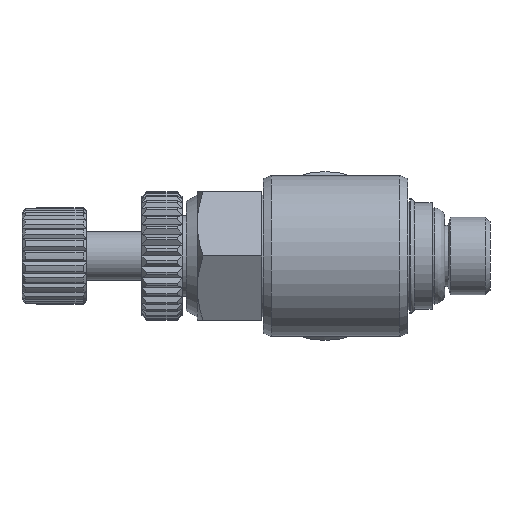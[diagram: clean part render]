
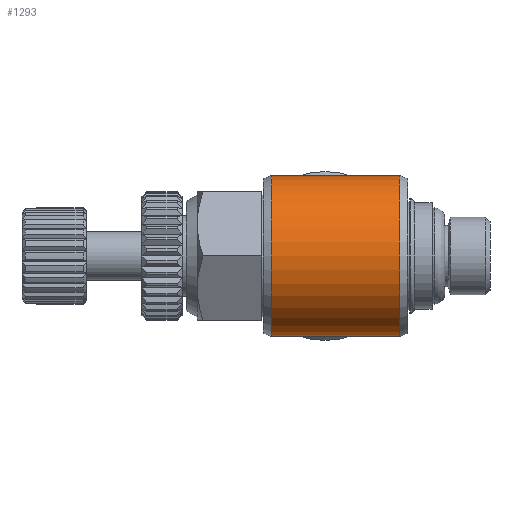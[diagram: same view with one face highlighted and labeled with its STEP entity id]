
A CAD part, left-side view. The second image highlights one B-rep face of the part: STEP entity #1293.
In plain terms, the highlighted cylindrical face has radius 5 mm (diameter 10 mm), a partial arc.
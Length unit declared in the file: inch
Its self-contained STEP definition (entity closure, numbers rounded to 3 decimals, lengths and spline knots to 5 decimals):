
#52 = VERTEX_POINT ( 'NONE', #1113 ) ;
#664 = DIRECTION ( 'NONE',  ( 0., -1., 0. ) ) ;
#679 = LINE ( 'NONE', #3917, #7241 ) ;
#1113 = CARTESIAN_POINT ( 'NONE',  ( 0., 0.22047, -0.19685 ) ) ;
#1247 = EDGE_CURVE ( 'NONE', #52, #10131, #4227, .T. ) ;
#1293 = ADVANCED_FACE ( 'NONE', ( #3669 ), #5693, .T. ) ;
#1884 = EDGE_LOOP ( 'NONE', ( #7936, #8761, #5016, #7552 ) ) ;
#2265 = AXIS2_PLACEMENT_3D ( 'NONE', #2767, #2815, #2900 ) ;
#2396 = DIRECTION ( 'NONE',  ( 0., 1., 0. ) ) ;
#2566 = VERTEX_POINT ( 'NONE', #4316 ) ;
#2767 = CARTESIAN_POINT ( 'NONE',  ( 0., 0.37795, 0. ) ) ;
#2815 = DIRECTION ( 'NONE',  ( 0., 1., 0. ) ) ;
#2900 = DIRECTION ( 'NONE',  ( 0., 0., 1. ) ) ;
#2947 = EDGE_CURVE ( 'NONE', #9079, #2566, #679, .T. ) ;
#3041 = CARTESIAN_POINT ( 'NONE',  ( 0., 0.37795, -0.19685 ) ) ;
#3128 = DIRECTION ( 'NONE',  ( 0., 1., 0. ) ) ;
#3257 = CARTESIAN_POINT ( 'NONE',  ( 0., 0.53543, -0.19685 ) ) ;
#3496 = CARTESIAN_POINT ( 'NONE',  ( 0., 0.22047, 0.19685 ) ) ;
#3669 = FACE_OUTER_BOUND ( 'NONE', #1884, .T. ) ;
#3810 = CIRCLE ( 'NONE', #6553, 0.19685 ) ;
#3883 = DIRECTION ( 'NONE',  ( 0., 1., 0. ) ) ;
#3917 = CARTESIAN_POINT ( 'NONE',  ( 0., 0.37795, 0.19685 ) ) ;
#4227 = LINE ( 'NONE', #3041, #10187 ) ;
#4316 = CARTESIAN_POINT ( 'NONE',  ( 0., 0.53543, 0.19685 ) ) ;
#5016 = ORIENTED_EDGE ( 'NONE', *, *, #2947, .T. ) ;
#5264 = CIRCLE ( 'NONE', #5578, 0.19685 ) ;
#5578 = AXIS2_PLACEMENT_3D ( 'NONE', #5825, #664, #6664 ) ;
#5693 = CYLINDRICAL_SURFACE ( 'NONE', #2265, 0.19685 ) ;
#5825 = CARTESIAN_POINT ( 'NONE',  ( 0., 0.53543, 0. ) ) ;
#6553 = AXIS2_PLACEMENT_3D ( 'NONE', #7509, #2396, #8316 ) ;
#6664 = DIRECTION ( 'NONE',  ( 0., 0., 1. ) ) ;
#6813 = EDGE_CURVE ( 'NONE', #52, #9079, #3810, .T. ) ;
#7241 = VECTOR ( 'NONE', #3883, 39.37008 ) ;
#7509 = CARTESIAN_POINT ( 'NONE',  ( 0., 0.22047, 0. ) ) ;
#7552 = ORIENTED_EDGE ( 'NONE', *, *, #10102, .T. ) ;
#7936 = ORIENTED_EDGE ( 'NONE', *, *, #1247, .F. ) ;
#8316 = DIRECTION ( 'NONE',  ( 0., 0., 1. ) ) ;
#8761 = ORIENTED_EDGE ( 'NONE', *, *, #6813, .T. ) ;
#9079 = VERTEX_POINT ( 'NONE', #3496 ) ;
#10102 = EDGE_CURVE ( 'NONE', #2566, #10131, #5264, .T. ) ;
#10131 = VERTEX_POINT ( 'NONE', #3257 ) ;
#10187 = VECTOR ( 'NONE', #3128, 39.37008 ) ;
